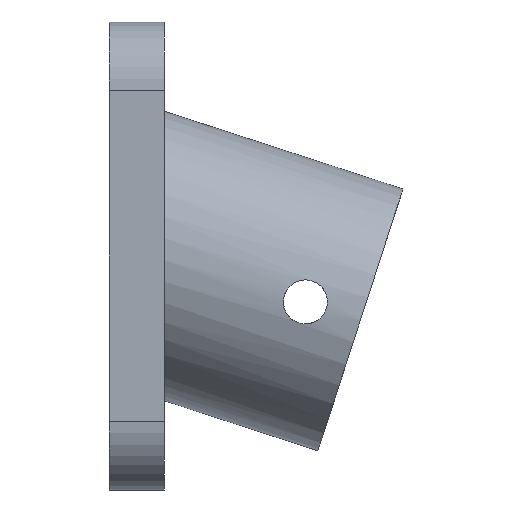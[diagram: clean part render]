
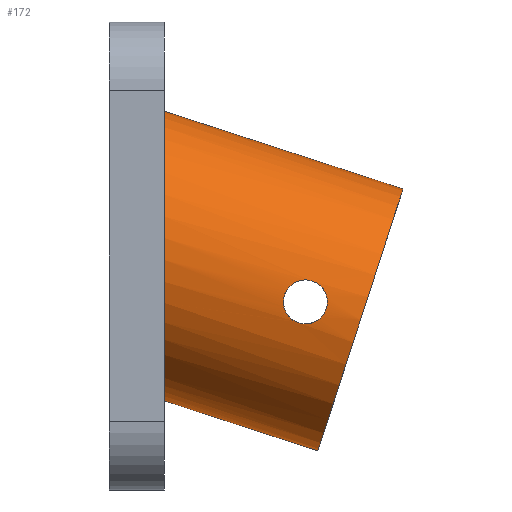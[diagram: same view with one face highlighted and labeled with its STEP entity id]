
A CAD part, left-side view. The second image highlights one B-rep face of the part: STEP entity #172.
In plain terms, the highlighted cylindrical face has radius 10 mm (diameter 20 mm), a partial arc.
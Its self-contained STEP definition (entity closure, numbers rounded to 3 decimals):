
#15 = CARTESIAN_POINT ( 'NONE',  ( 0., 0., 10.515 ) ) ;
#52 = CARTESIAN_POINT ( 'NONE',  ( -9.996, -8.676, -3.125 ) ) ;
#57 = CARTESIAN_POINT ( 'NONE',  ( -9.876, -11.07, -1.948 ) ) ;
#61 = CARTESIAN_POINT ( 'NONE',  ( -9.873, -10.054, -4.936 ) ) ;
#71 = CARTESIAN_POINT ( 'NONE',  ( -9.885, -11.243, -2.064 ) ) ;
#75 = CARTESIAN_POINT ( 'NONE',  ( 0., 31.592, 10.265 ) ) ;
#76 = CARTESIAN_POINT ( 'NONE',  ( -10.002, -11.824, -3.756 ) ) ;
#85 = DIRECTION ( 'NONE',  ( 0., -0.951, -0.309 ) ) ;
#108 = CARTESIAN_POINT ( 'NONE',  ( -9.962, -8.717, -3.749 ) ) ;
#109 = EDGE_LOOP ( 'NONE', ( #1061, #528, #256, #1057 ) ) ;
#117 = EDGE_CURVE ( 'NONE', #409, #295, #500, .T. ) ;
#122 = CARTESIAN_POINT ( 'NONE',  ( -9.884, -10.266, -1.736 ) ) ;
#152 = CARTESIAN_POINT ( 'NONE',  ( -9.913, -8.992, -4.309 ) ) ;
#158 = CARTESIAN_POINT ( 'NONE',  ( -9.884, -9.28, -4.613 ) ) ;
#163 = CARTESIAN_POINT ( 'NONE',  ( -9.998, -11.866, -3.545 ) ) ;
#171 = CARTESIAN_POINT ( 'NONE',  ( 0., 0., -10.515 ) ) ;
#172 = ADVANCED_FACE ( 'NONE', ( #1026, #854 ), #425, .T. ) ;
#176 = VERTEX_POINT ( 'NONE', #870 ) ;
#193 = CARTESIAN_POINT ( 'NONE',  ( -9.983, -8.666, -3.44 ) ) ;
#202 = DIRECTION ( 'NONE',  ( 0., -0.951, -0.309 ) ) ;
#205 = CIRCLE ( 'NONE', #294, 10. ) ;
#215 = CARTESIAN_POINT ( 'NONE',  ( -10.001, -8.748, -2.818 ) ) ;
#222 = VERTEX_POINT ( 'NONE', #750 ) ;
#234 = CARTESIAN_POINT ( 'NONE',  ( -9.913, -11.539, -2.361 ) ) ;
#239 = CARTESIAN_POINT ( 'NONE',  ( -9.962, -11.815, -2.921 ) ) ;
#246 = CARTESIAN_POINT ( 'NONE',  ( -9.884, -10.266, -4.936 ) ) ;
#247 = EDGE_LOOP ( 'NONE', ( #1113, #377 ) ) ;
#256 = ORIENTED_EDGE ( 'NONE', *, *, #408, .T. ) ;
#264 = B_SPLINE_CURVE_WITH_KNOTS ( 'NONE', 3,
 ( #246, #517, #1060, #860, #773, #583, #331, #685, #1139, #674, #1156, #76, #163, #855, #603, #239, #768, #336, #606, #234, #963, #591, #71, #57, #401, #761, #691, #420, #946, #316 ),
 .UNSPECIFIED., .F., .F.,
 ( 4, 2, 2, 2, 2, 2, 2, 2, 2, 2, 2, 2, 2, 2, 4 ),
 ( 0., 0., 0.001, 0.001, 0.001, 0.002, 0.003, 0.003, 0.003, 0.003, 0.004, 0.004, 0.004, 0.005, 0.005 ),
 .UNSPECIFIED. ) ;
#288 = CARTESIAN_POINT ( 'NONE',  ( -9.995, -8.878, -2.532 ) ) ;
#293 = CARTESIAN_POINT ( 'NONE',  ( -9.98, -9.062, -2.276 ) ) ;
#294 = AXIS2_PLACEMENT_3D ( 'NONE', #727, #836, #910 ) ;
#295 = VERTEX_POINT ( 'NONE', #1151 ) ;
#312 = EDGE_CURVE ( 'NONE', #295, #409, #264, .T. ) ;
#315 = CARTESIAN_POINT ( 'NONE',  ( -9.884, -10.266, -4.936 ) ) ;
#316 = CARTESIAN_POINT ( 'NONE',  ( -9.884, -10.266, -1.736 ) ) ;
#323 = DIRECTION ( 'NONE',  ( 0., -0.951, -0.309 ) ) ;
#330 = CARTESIAN_POINT ( 'NONE',  ( -9.929, -8.876, -4.135 ) ) ;
#331 = CARTESIAN_POINT ( 'NONE',  ( -9.943, -11.067, -4.725 ) ) ;
#336 = CARTESIAN_POINT ( 'NONE',  ( -9.938, -11.704, -2.627 ) ) ;
#339 = CARTESIAN_POINT ( 'NONE',  ( -9.884, -10.266, -1.736 ) ) ;
#356 = LINE ( 'NONE', #624, #803 ) ;
#368 = LINE ( 'NONE', #465, #1070 ) ;
#369 = CARTESIAN_POINT ( 'NONE',  ( -9.954, -8.747, -3.85 ) ) ;
#377 = ORIENTED_EDGE ( 'NONE', *, *, #117, .F. ) ;
#400 = CARTESIAN_POINT ( 'NONE',  ( -9.905, -9.059, -4.392 ) ) ;
#401 = CARTESIAN_POINT ( 'NONE',  ( -9.873, -10.976, -1.898 ) ) ;
#406 = DIRECTION ( 'NONE',  ( 0., 0.309, -0.951 ) ) ;
#408 = EDGE_CURVE ( 'NONE', #908, #222, #356, .T. ) ;
#409 = VERTEX_POINT ( 'NONE', #339 ) ;
#420 = CARTESIAN_POINT ( 'NONE',  ( -9.875, -10.476, -1.746 ) ) ;
#421 = VERTEX_POINT ( 'NONE', #15 ) ;
#425 = CYLINDRICAL_SURFACE ( 'NONE', #830, 10. ) ;
#435 = CARTESIAN_POINT ( 'NONE',  ( 0., 0., -10.515 ) ) ;
#447 = CARTESIAN_POINT ( 'NONE',  ( -20., 0., -10.515 ) ) ;
#465 = CARTESIAN_POINT ( 'NONE',  ( 0., 28.502, 19.775 ) ) ;
#484 = CARTESIAN_POINT ( 'NONE',  ( -10., -8.717, -2.92 ) ) ;
#500 = B_SPLINE_CURVE_WITH_KNOTS ( 'NONE', 3,
 ( #122, #636, #1018, #844, #1110, #293, #1104, #288, #913, #215, #484, #52, #993, #193, #901, #108, #369, #689, #330, #152, #400, #158, #848, #760, #61, #315 ),
 .UNSPECIFIED., .F., .F.,
 ( 4, 2, 2, 2, 2, 2, 2, 2, 2, 2, 2, 2, 4 ),
 ( 0.005, 0.006, 0.006, 0.007, 0.007, 0.007, 0.008, 0.008, 0.008, 0.008, 0.009, 0.009, 0.01 ),
 .UNSPECIFIED. ) ;
#517 = CARTESIAN_POINT ( 'NONE',  ( -9.889, -10.372, -4.936 ) ) ;
#528 = ORIENTED_EDGE ( 'NONE', *, *, #835, .T. ) ;
#583 = CARTESIAN_POINT ( 'NONE',  ( -9.934, -10.975, -4.774 ) ) ;
#587 = EDGE_CURVE ( 'NONE', #176, #222, #205, .T. ) ;
#591 = CARTESIAN_POINT ( 'NONE',  ( -9.891, -11.324, -2.13 ) ) ;
#603 = CARTESIAN_POINT ( 'NONE',  ( -9.977, -11.855, -3.126 ) ) ;
#606 = CARTESIAN_POINT ( 'NONE',  ( -9.929, -11.654, -2.534 ) ) ;
#610 =( BOUNDED_CURVE ( )  B_SPLINE_CURVE ( 3, ( #1158, #699, #447, #435 ),
 .UNSPECIFIED., .F., .T. ) 
 B_SPLINE_CURVE_WITH_KNOTS ( ( 4, 4 ),
 ( 3.142, 6.283 ),
 .UNSPECIFIED. ) 
 CURVE ( )  GEOMETRIC_REPRESENTATION_ITEM ( )  RATIONAL_B_SPLINE_CURVE ( ( 1., 0.333, 0.333, 1. ) ) 
 REPRESENTATION_ITEM ( '' )  );
#624 = CARTESIAN_POINT ( 'NONE',  ( 0., 34.682, 0.754 ) ) ;
#636 = CARTESIAN_POINT ( 'NONE',  ( -9.893, -10.057, -1.736 ) ) ;
#674 = CARTESIAN_POINT ( 'NONE',  ( -9.987, -11.544, -4.32 ) ) ;
#685 = CARTESIAN_POINT ( 'NONE',  ( -9.959, -11.24, -4.609 ) ) ;
#689 = CARTESIAN_POINT ( 'NONE',  ( -9.938, -8.827, -4.044 ) ) ;
#691 = CARTESIAN_POINT ( 'NONE',  ( -9.871, -10.682, -1.787 ) ) ;
#699 = CARTESIAN_POINT ( 'NONE',  ( -20., 0., 10.515 ) ) ;
#727 = CARTESIAN_POINT ( 'NONE',  ( 0., -14.266, -4.635 ) ) ;
#750 = CARTESIAN_POINT ( 'NONE',  ( 0., -11.176, -14.146 ) ) ;
#760 = CARTESIAN_POINT ( 'NONE',  ( -9.869, -9.844, -4.893 ) ) ;
#761 = CARTESIAN_POINT ( 'NONE',  ( -9.871, -10.782, -1.817 ) ) ;
#768 = CARTESIAN_POINT ( 'NONE',  ( -9.954, -11.784, -2.821 ) ) ;
#773 = CARTESIAN_POINT ( 'NONE',  ( -9.917, -10.781, -4.854 ) ) ;
#803 = VECTOR ( 'NONE', #85, 1000. ) ;
#830 = AXIS2_PLACEMENT_3D ( 'NONE', #75, #323, #406 ) ;
#835 = EDGE_CURVE ( 'NONE', #421, #908, #610, .T. ) ;
#836 = DIRECTION ( 'NONE',  ( 0., -0.951, -0.309 ) ) ;
#844 = CARTESIAN_POINT ( 'NONE',  ( -9.942, -9.462, -1.937 ) ) ;
#848 = CARTESIAN_POINT ( 'NONE',  ( -9.875, -9.459, -4.733 ) ) ;
#854 = FACE_BOUND ( 'NONE', #247, .T. ) ;
#855 = CARTESIAN_POINT ( 'NONE',  ( -9.983, -11.866, -3.232 ) ) ;
#860 = CARTESIAN_POINT ( 'NONE',  ( -9.909, -10.68, -4.885 ) ) ;
#870 = CARTESIAN_POINT ( 'NONE',  ( 0., -17.356, 4.875 ) ) ;
#901 = CARTESIAN_POINT ( 'NONE',  ( -9.977, -8.676, -3.544 ) ) ;
#908 = VERTEX_POINT ( 'NONE', #171 ) ;
#910 = DIRECTION ( 'NONE',  ( 0., 0.309, -0.951 ) ) ;
#913 = CARTESIAN_POINT ( 'NONE',  ( -9.998, -8.829, -2.624 ) ) ;
#946 = CARTESIAN_POINT ( 'NONE',  ( -9.879, -10.37, -1.736 ) ) ;
#963 = CARTESIAN_POINT ( 'NONE',  ( -9.905, -11.473, -2.28 ) ) ;
#993 = CARTESIAN_POINT ( 'NONE',  ( -9.993, -8.666, -3.229 ) ) ;
#1018 = CARTESIAN_POINT ( 'NONE',  ( -9.909, -9.847, -1.777 ) ) ;
#1026 = FACE_OUTER_BOUND ( 'NONE', #109, .T. ) ;
#1057 = ORIENTED_EDGE ( 'NONE', *, *, #587, .F. ) ;
#1060 = CARTESIAN_POINT ( 'NONE',  ( -9.895, -10.476, -4.925 ) ) ;
#1061 = ORIENTED_EDGE ( 'NONE', *, *, #1101, .F. ) ;
#1070 = VECTOR ( 'NONE', #202, 1000. ) ;
#1101 = EDGE_CURVE ( 'NONE', #421, #176, #368, .T. ) ;
#1104 = CARTESIAN_POINT ( 'NONE',  ( -9.986, -8.995, -2.359 ) ) ;
#1110 = CARTESIAN_POINT ( 'NONE',  ( -9.96, -9.284, -2.055 ) ) ;
#1113 = ORIENTED_EDGE ( 'NONE', *, *, #312, .F. ) ;
#1139 = CARTESIAN_POINT ( 'NONE',  ( -9.967, -11.323, -4.541 ) ) ;
#1151 = CARTESIAN_POINT ( 'NONE',  ( -9.884, -10.266, -4.936 ) ) ;
#1156 = CARTESIAN_POINT ( 'NONE',  ( -9.997, -11.664, -4.142 ) ) ;
#1158 = CARTESIAN_POINT ( 'NONE',  ( 0., 0., 10.515 ) ) ;
